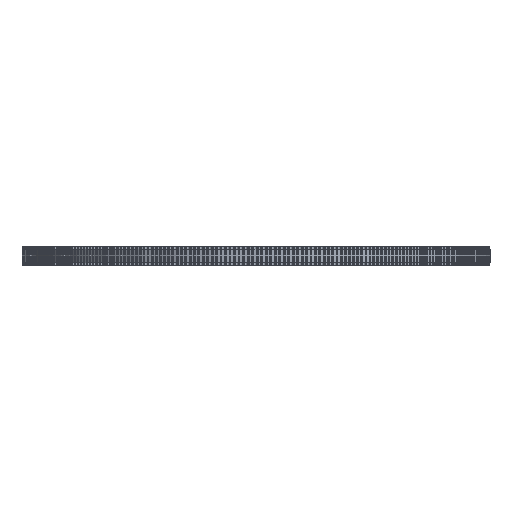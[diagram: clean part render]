
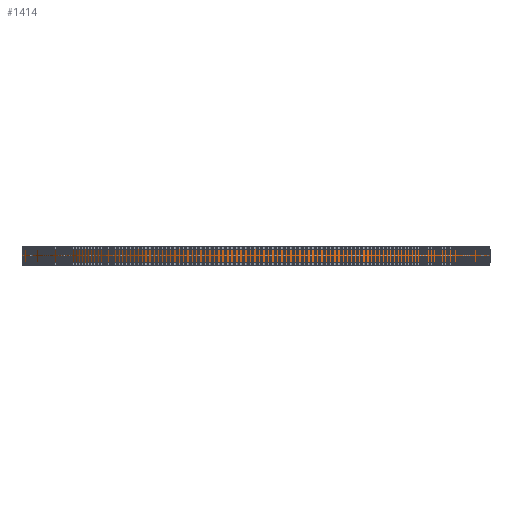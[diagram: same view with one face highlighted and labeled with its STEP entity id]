
A CAD part, left-side view. The second image highlights one B-rep face of the part: STEP entity #1414.
In plain terms, the highlighted cylindrical face has radius 102.814 mm (diameter 205.628 mm), a full revolution.
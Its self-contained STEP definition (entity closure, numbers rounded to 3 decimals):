
#97=FACE_BOUND('',#5296,.T.);
#98=FACE_BOUND('',#5297,.T.);
#1414=ADVANCED_FACE('',(#97,#98),#2707,.T.);
#2707=CYLINDRICAL_SURFACE('',#28567,102.814);
#5296=EDGE_LOOP('',(#15634));
#5297=EDGE_LOOP('',(#15635));
#15634=ORIENTED_EDGE('',*,*,#22098,.T.);
#15635=ORIENTED_EDGE('',*,*,#22099,.T.);
#18220=VERTEX_POINT('',#45380);
#18221=VERTEX_POINT('',#45382);
#22098=EDGE_CURVE('',#18220,#18220,#24684,.T.);
#22099=EDGE_CURVE('',#18221,#18221,#24685,.T.);
#24684=CIRCLE('',#28565,102.814);
#24685=CIRCLE('',#28566,102.814);
#28565=AXIS2_PLACEMENT_3D('',#45379,#37618,#37619);
#28566=AXIS2_PLACEMENT_3D('',#45381,#37620,#37621);
#28567=AXIS2_PLACEMENT_3D('',#45383,#37622,#37623);
#37618=DIRECTION('',(0.,0.,1.));
#37619=DIRECTION('',(1.,0.,0.));
#37620=DIRECTION('',(0.,0.,-1.));
#37621=DIRECTION('',(1.,0.,0.));
#37622=DIRECTION('',(0.,0.,1.));
#37623=DIRECTION('',(1.,0.,0.));
#45379=CARTESIAN_POINT('',(0.,0.,1.));
#45380=CARTESIAN_POINT('',(102.814,0.,1.));
#45381=CARTESIAN_POINT('',(0.,0.,7.));
#45382=CARTESIAN_POINT('',(102.814,0.,7.));
#45383=CARTESIAN_POINT('',(0.,0.,1.));
